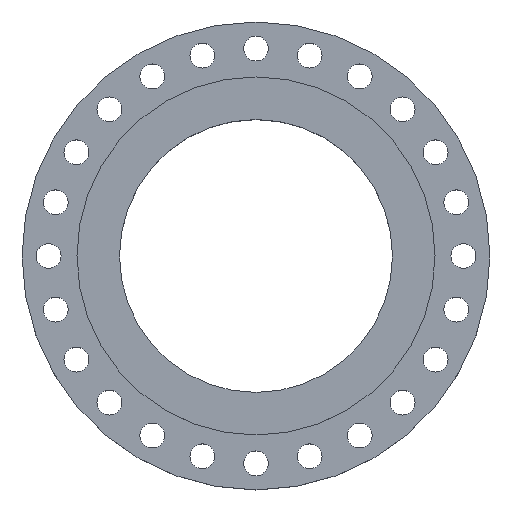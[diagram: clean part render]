
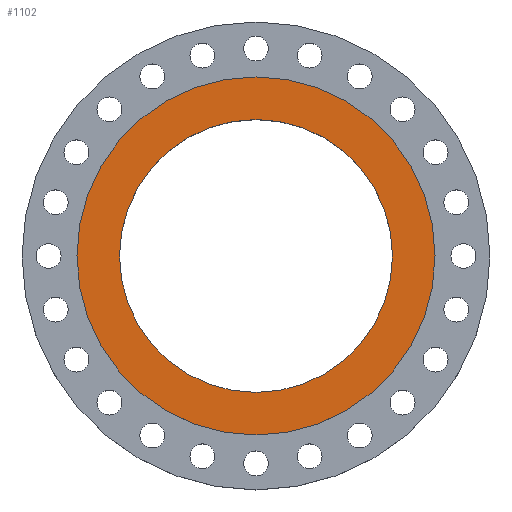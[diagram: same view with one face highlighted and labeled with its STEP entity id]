
A CAD part, top view. The second image highlights one B-rep face of the part: STEP entity #1102.
In plain terms, the highlighted planar face has unit normal (0, 0, 1).
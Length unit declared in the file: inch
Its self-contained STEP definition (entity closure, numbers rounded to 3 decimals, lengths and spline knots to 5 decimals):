
#10 = DIRECTION ( 'NONE',  ( 1., 0., 0. ) ) ;
#304 = FACE_OUTER_BOUND ( 'NONE', #484, .T. ) ;
#437 = EDGE_CURVE ( 'NONE', #2158, #494, #1823, .T. ) ;
#463 = CARTESIAN_POINT ( 'NONE',  ( 0., 0., 0. ) ) ;
#466 = PLANE ( 'NONE',  #1433 ) ;
#484 = EDGE_LOOP ( 'NONE', ( #675, #2217 ) ) ;
#494 = VERTEX_POINT ( 'NONE', #757 ) ;
#546 = DIRECTION ( 'NONE',  ( 0., 0., 1. ) ) ;
#555 = AXIS2_PLACEMENT_3D ( 'NONE', #917, #2351, #1430 ) ;
#675 = ORIENTED_EDGE ( 'NONE', *, *, #1463, .T. ) ;
#713 = DIRECTION ( 'NONE',  ( 0., 0., 1. ) ) ;
#757 = CARTESIAN_POINT ( 'NONE',  ( 9.625, 0., 0. ) ) ;
#829 = ORIENTED_EDGE ( 'NONE', *, *, #1119, .F. ) ;
#863 = CARTESIAN_POINT ( 'NONE',  ( 0., 9.625, 0. ) ) ;
#917 = CARTESIAN_POINT ( 'NONE',  ( 0., 0., 0. ) ) ;
#923 = CARTESIAN_POINT ( 'NONE',  ( 12.625, 0., 0. ) ) ;
#1027 = ORIENTED_EDGE ( 'NONE', *, *, #437, .F. ) ;
#1071 = DIRECTION ( 'NONE',  ( -1., 0., 0. ) ) ;
#1091 = CIRCLE ( 'NONE', #1896, 9.625 ) ;
#1102 = ADVANCED_FACE ( 'NONE', ( #1989, #304 ), #466, .F. ) ;
#1119 = EDGE_CURVE ( 'NONE', #494, #2158, #1091, .T. ) ;
#1190 = EDGE_LOOP ( 'NONE', ( #829, #1027 ) ) ;
#1254 = VERTEX_POINT ( 'NONE', #923 ) ;
#1306 = VERTEX_POINT ( 'NONE', #2260 ) ;
#1413 = DIRECTION ( 'NONE',  ( 1., 0., 0. ) ) ;
#1430 = DIRECTION ( 'NONE',  ( 1., 0., 0. ) ) ;
#1433 = AXIS2_PLACEMENT_3D ( 'NONE', #863, #1972, #1071 ) ;
#1436 = CIRCLE ( 'NONE', #2361, 12.625 ) ;
#1463 = EDGE_CURVE ( 'NONE', #1254, #1306, #1436, .T. ) ;
#1552 = CIRCLE ( 'NONE', #2245, 12.625 ) ;
#1559 = DIRECTION ( 'NONE',  ( 0., 0., 1. ) ) ;
#1618 = EDGE_CURVE ( 'NONE', #1306, #1254, #1552, .T. ) ;
#1823 = CIRCLE ( 'NONE', #555, 9.625 ) ;
#1896 = AXIS2_PLACEMENT_3D ( 'NONE', #2355, #546, #10 ) ;
#1967 = CARTESIAN_POINT ( 'NONE',  ( -9.625, 0., 0. ) ) ;
#1972 = DIRECTION ( 'NONE',  ( 0., 0., -1. ) ) ;
#1989 = FACE_BOUND ( 'NONE', #1190, .T. ) ;
#2158 = VERTEX_POINT ( 'NONE', #1967 ) ;
#2193 = DIRECTION ( 'NONE',  ( 1., 0., 0. ) ) ;
#2201 = CARTESIAN_POINT ( 'NONE',  ( 0., 0., 0. ) ) ;
#2217 = ORIENTED_EDGE ( 'NONE', *, *, #1618, .T. ) ;
#2245 = AXIS2_PLACEMENT_3D ( 'NONE', #2201, #713, #2193 ) ;
#2260 = CARTESIAN_POINT ( 'NONE',  ( -12.625, 0., 0. ) ) ;
#2351 = DIRECTION ( 'NONE',  ( 0., 0., 1. ) ) ;
#2355 = CARTESIAN_POINT ( 'NONE',  ( 0., 0., 0. ) ) ;
#2361 = AXIS2_PLACEMENT_3D ( 'NONE', #463, #1559, #1413 ) ;
